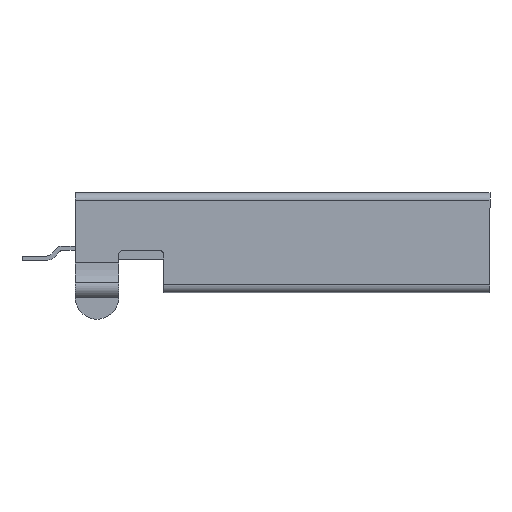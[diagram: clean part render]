
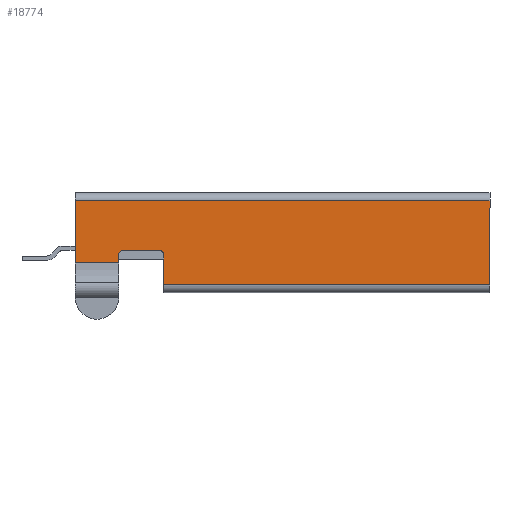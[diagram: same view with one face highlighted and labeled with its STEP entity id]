
A CAD part, left-side view. The second image highlights one B-rep face of the part: STEP entity #18774.
In plain terms, the highlighted planar face has unit normal (-1, 0, 0).
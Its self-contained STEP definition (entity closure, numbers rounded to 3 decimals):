
#180 = CARTESIAN_POINT ( 'NONE',  ( -6., 7.39, -0.55 ) ) ;
#201 = VERTEX_POINT ( 'NONE', #6661 ) ;
#264 = VERTEX_POINT ( 'NONE', #19937 ) ;
#528 = EDGE_CURVE ( 'NONE', #22652, #264, #7778, .T. ) ;
#1766 = VECTOR ( 'NONE', #19070, 1000. ) ;
#1778 = CARTESIAN_POINT ( 'NONE',  ( -6., 5.35, -0.35 ) ) ;
#1780 = LINE ( 'NONE', #3521, #23310 ) ;
#2042 = VECTOR ( 'NONE', #22073, 1000. ) ;
#2594 = CARTESIAN_POINT ( 'NONE',  ( -6., 7.19, -0.55 ) ) ;
#2686 = ORIENTED_EDGE ( 'NONE', *, *, #21446, .T. ) ;
#2849 = DIRECTION ( 'NONE',  ( 0., -1., 0. ) ) ;
#3087 = CARTESIAN_POINT ( 'NONE',  ( -6., 5.55, -0.55 ) ) ;
#3277 = ORIENTED_EDGE ( 'NONE', *, *, #528, .T. ) ;
#3416 = ORIENTED_EDGE ( 'NONE', *, *, #8986, .T. ) ;
#3521 = CARTESIAN_POINT ( 'NONE',  ( -6., -9.35, 1.9 ) ) ;
#3961 = VECTOR ( 'NONE', #18393, 1000. ) ;
#4215 = VERTEX_POINT ( 'NONE', #21322 ) ;
#4677 = EDGE_CURVE ( 'NONE', #5181, #16371, #19754, .T. ) ;
#4835 = CARTESIAN_POINT ( 'NONE',  ( -6., 5.35, -0.55 ) ) ;
#5088 = DIRECTION ( 'NONE',  ( 0., -1., 0. ) ) ;
#5181 = VERTEX_POINT ( 'NONE', #5313 ) ;
#5313 = CARTESIAN_POINT ( 'NONE',  ( -6., 7.39, -0.912 ) ) ;
#5452 = CARTESIAN_POINT ( 'NONE',  ( -6., 7.39, -0.35 ) ) ;
#6181 = CARTESIAN_POINT ( 'NONE',  ( -6., -9.35, 1.9 ) ) ;
#6661 = CARTESIAN_POINT ( 'NONE',  ( -6., 9.35, 1.9 ) ) ;
#6881 = DIRECTION ( 'NONE',  ( 0., 0., 1. ) ) ;
#7099 = CARTESIAN_POINT ( 'NONE',  ( -6., -9.35, -1.9 ) ) ;
#7137 = VECTOR ( 'NONE', #6881, 1000. ) ;
#7147 = AXIS2_PLACEMENT_3D ( 'NONE', #3087, #8700, #5088 ) ;
#7491 = DIRECTION ( 'NONE',  ( 0., -1., 0. ) ) ;
#7778 = LINE ( 'NONE', #23860, #3961 ) ;
#8313 = CIRCLE ( 'NONE', #11068, 0.2 ) ;
#8407 = EDGE_CURVE ( 'NONE', #22652, #15180, #22202, .T. ) ;
#8444 = EDGE_CURVE ( 'NONE', #10599, #5181, #9049, .T. ) ;
#8620 = VERTEX_POINT ( 'NONE', #6181 ) ;
#8700 = DIRECTION ( 'NONE',  ( -1., 0., 0. ) ) ;
#8982 = EDGE_LOOP ( 'NONE', ( #23775, #23216, #3277, #9123, #2686, #3416, #22344, #16744, #12789, #22581 ) ) ;
#8986 = EDGE_CURVE ( 'NONE', #8620, #201, #1780, .T. ) ;
#9049 = LINE ( 'NONE', #5452, #2042 ) ;
#9123 = ORIENTED_EDGE ( 'NONE', *, *, #17388, .F. ) ;
#9145 = VECTOR ( 'NONE', #13711, 1000. ) ;
#10599 = VERTEX_POINT ( 'NONE', #180 ) ;
#10675 = DIRECTION ( 'NONE',  ( 1., 0., 0. ) ) ;
#11068 = AXIS2_PLACEMENT_3D ( 'NONE', #2594, #19823, #12062 ) ;
#11964 = CARTESIAN_POINT ( 'NONE',  ( -6., -9.35, -1.9 ) ) ;
#12004 = CARTESIAN_POINT ( 'NONE',  ( -6., -9.35, -0.912 ) ) ;
#12062 = DIRECTION ( 'NONE',  ( 0., -1., 0. ) ) ;
#12566 = CARTESIAN_POINT ( 'NONE',  ( -6., -9.35, -1.9 ) ) ;
#12680 = FACE_OUTER_BOUND ( 'NONE', #8982, .T. ) ;
#12789 = ORIENTED_EDGE ( 'NONE', *, *, #8444, .F. ) ;
#13308 = CARTESIAN_POINT ( 'NONE',  ( -6., -9.35, -1.9 ) ) ;
#13360 = CARTESIAN_POINT ( 'NONE',  ( -6., 5.55, -0.35 ) ) ;
#13599 = LINE ( 'NONE', #11964, #9145 ) ;
#13711 = DIRECTION ( 'NONE',  ( 0., 0., 1. ) ) ;
#15180 = VERTEX_POINT ( 'NONE', #13360 ) ;
#16371 = VERTEX_POINT ( 'NONE', #19694 ) ;
#16744 = ORIENTED_EDGE ( 'NONE', *, *, #4677, .F. ) ;
#17388 = EDGE_CURVE ( 'NONE', #24430, #264, #21091, .T. ) ;
#17471 = VECTOR ( 'NONE', #19526, 1000. ) ;
#17910 = LINE ( 'NONE', #20011, #7137 ) ;
#18350 = PLANE ( 'NONE',  #22834 ) ;
#18393 = DIRECTION ( 'NONE',  ( 0., 0., -1. ) ) ;
#18774 = ADVANCED_FACE ( 'NONE', ( #12680 ), #18350, .F. ) ;
#19070 = DIRECTION ( 'NONE',  ( 0., 1., 0. ) ) ;
#19526 = DIRECTION ( 'NONE',  ( 0., 1., 0. ) ) ;
#19694 = CARTESIAN_POINT ( 'NONE',  ( -6., 9.35, -0.912 ) ) ;
#19754 = LINE ( 'NONE', #12004, #17471 ) ;
#19823 = DIRECTION ( 'NONE',  ( -1., 0., 0. ) ) ;
#19937 = CARTESIAN_POINT ( 'NONE',  ( -6., 5.35, -1.9 ) ) ;
#20011 = CARTESIAN_POINT ( 'NONE',  ( -6., 9.35, -1.9 ) ) ;
#20768 = DIRECTION ( 'NONE',  ( 0., 1., 0. ) ) ;
#20931 = EDGE_CURVE ( 'NONE', #4215, #10599, #8313, .T. ) ;
#20983 = VECTOR ( 'NONE', #7491, 1000. ) ;
#21091 = LINE ( 'NONE', #13308, #1766 ) ;
#21241 = EDGE_CURVE ( 'NONE', #16371, #201, #17910, .T. ) ;
#21322 = CARTESIAN_POINT ( 'NONE',  ( -6., 7.19, -0.35 ) ) ;
#21446 = EDGE_CURVE ( 'NONE', #24430, #8620, #13599, .T. ) ;
#22073 = DIRECTION ( 'NONE',  ( 0., 0., -1. ) ) ;
#22202 = CIRCLE ( 'NONE', #7147, 0.2 ) ;
#22344 = ORIENTED_EDGE ( 'NONE', *, *, #21241, .F. ) ;
#22581 = ORIENTED_EDGE ( 'NONE', *, *, #20931, .F. ) ;
#22652 = VERTEX_POINT ( 'NONE', #4835 ) ;
#22834 = AXIS2_PLACEMENT_3D ( 'NONE', #12566, #10675, #2849 ) ;
#23216 = ORIENTED_EDGE ( 'NONE', *, *, #8407, .F. ) ;
#23310 = VECTOR ( 'NONE', #20768, 1000. ) ;
#23775 = ORIENTED_EDGE ( 'NONE', *, *, #24002, .T. ) ;
#23860 = CARTESIAN_POINT ( 'NONE',  ( -6., 5.35, -2.25 ) ) ;
#24002 = EDGE_CURVE ( 'NONE', #4215, #15180, #24231, .T. ) ;
#24231 = LINE ( 'NONE', #1778, #20983 ) ;
#24430 = VERTEX_POINT ( 'NONE', #7099 ) ;
